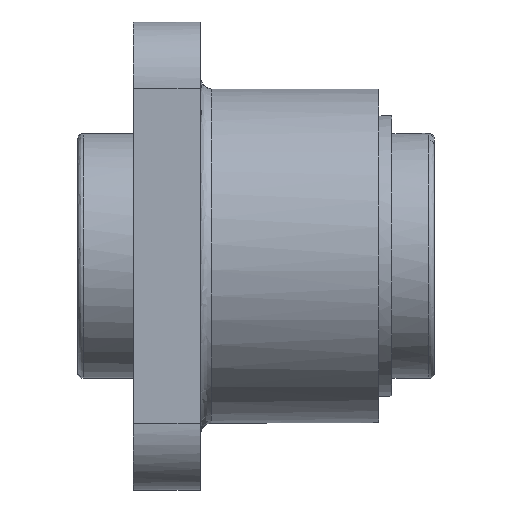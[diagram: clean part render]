
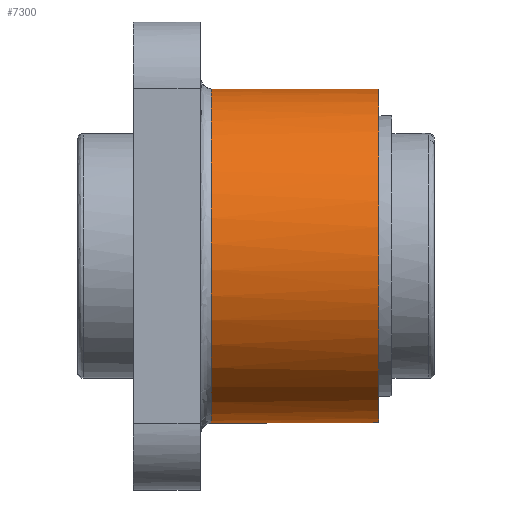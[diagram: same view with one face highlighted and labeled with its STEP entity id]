
A CAD part, front view. The second image highlights one B-rep face of the part: STEP entity #7300.
In plain terms, the highlighted free-form (B-spline) face has degree [3, 1] with [7, 2] control points.
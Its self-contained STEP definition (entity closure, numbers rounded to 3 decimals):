
#4080 = CARTESIAN_POINT ('', (27., 15., 0.));
#4090 = VERTEX_POINT ('', #4080);
#4100 = CARTESIAN_POINT ('', (27., -15., 0.));
#4110 = VERTEX_POINT ('', #4100);
#4120 = CARTESIAN_POINT ('', (27., 15., 0.));
#4130 = CARTESIAN_POINT ('', (27., 15., -30.));
#4140 = CARTESIAN_POINT ('', (27., -15., -30.));
#4150 = CARTESIAN_POINT ('', (27., -15., 0.));
#4160 = (
   BOUNDED_CURVE ()
   B_SPLINE_CURVE (3, (#4120, #4130, #4140, #4150), .UNSPECIFIED., .F., .U.)
   B_SPLINE_CURVE_WITH_KNOTS ((4, 4), (0., 1.), .UNSPECIFIED.)
   CURVE ()
   GEOMETRIC_REPRESENTATION_ITEM ()
   RATIONAL_B_SPLINE_CURVE ((1., 0.333, 0.333, 1.))
   REPRESENTATION_ITEM ('')
);
#4170 = EDGE_CURVE ('', #4090, #4110, #4160, .T.);
#4190 = CARTESIAN_POINT ('', (27., -15., 0.));
#4200 = CARTESIAN_POINT ('', (27., -15., 30.));
#4210 = CARTESIAN_POINT ('', (27., 15., 30.));
#4220 = CARTESIAN_POINT ('', (27., 15., 0.));
#4230 = (
   BOUNDED_CURVE ()
   B_SPLINE_CURVE (3, (#4190, #4200, #4210, #4220), .UNSPECIFIED., .F., .U.)
   B_SPLINE_CURVE_WITH_KNOTS ((4, 4), (0., 1.), .UNSPECIFIED.)
   CURVE ()
   GEOMETRIC_REPRESENTATION_ITEM ()
   RATIONAL_B_SPLINE_CURVE ((1., 0.333, 0.333, 1.))
   REPRESENTATION_ITEM ('')
);
#4240 = EDGE_CURVE ('', #4110, #4090, #4230, .T.);
#6840 = ORIENTED_EDGE ('', *, *, #4240, .T.);
#6850 = CARTESIAN_POINT ('', (12., 15., 0.));
#6860 = VERTEX_POINT ('', #6850);
#6870 = CARTESIAN_POINT ('', (27., 15., 0.));
#6880 = CARTESIAN_POINT ('', (12., 15., 0.));
#6890 = B_SPLINE_CURVE_WITH_KNOTS ('', 1, (#6870, #6880), .UNSPECIFIED., .F., .U., (2, 2), (0., 1.), .UNSPECIFIED.);
#6900 = EDGE_CURVE ('', #4090, #6860, #6890, .T.);
#6910 = ORIENTED_EDGE ('', *, *, #6900, .T.);
#6920 = CARTESIAN_POINT ('', (12., 0., -15.));
#6930 = VERTEX_POINT ('', #6920);
#6940 = CARTESIAN_POINT ('', (12., 0., -15.));
#6950 = CARTESIAN_POINT ('', (12., -30., -15.));
#6960 = CARTESIAN_POINT ('', (12., -30., 15.));
#6970 = CARTESIAN_POINT ('', (12., 0., 15.));
#6980 = CARTESIAN_POINT ('', (12., 7.5, 15.));
#6990 = CARTESIAN_POINT ('', (12., 15., 10.));
#7000 = CARTESIAN_POINT ('', (12., 15., 0.));
#7010 = (
   BOUNDED_CURVE ()
   B_SPLINE_CURVE (3, (#6940, #6950, #6960, #6970, #6980, #6990, #7000), .UNSPECIFIED., .F., .U.)
   B_SPLINE_CURVE_WITH_KNOTS ((4, 3, 4), (0., 0.667, 1.), .UNSPECIFIED.)
   CURVE ()
   GEOMETRIC_REPRESENTATION_ITEM ()
   RATIONAL_B_SPLINE_CURVE ((0.957, 0.319, 0.319, 0.957, 0.638, 0.478, 0.478))
   REPRESENTATION_ITEM ('')
);
#7020 = EDGE_CURVE ('', #6930, #6860, #7010, .T.);
#7030 = ORIENTED_EDGE ('', *, *, #7020, .F.);
#7040 = CARTESIAN_POINT ('', (12., 15., 0.));
#7050 = CARTESIAN_POINT ('', (12., 15., -10.));
#7060 = CARTESIAN_POINT ('', (12., 7.5, -15.));
#7070 = CARTESIAN_POINT ('', (12., 0., -15.));
#7080 = (
   BOUNDED_CURVE ()
   B_SPLINE_CURVE (3, (#7040, #7050, #7060, #7070), .UNSPECIFIED., .F., .U.)
   B_SPLINE_CURVE_WITH_KNOTS ((4, 4), (0., 1.), .UNSPECIFIED.)
   CURVE ()
   GEOMETRIC_REPRESENTATION_ITEM ()
   RATIONAL_B_SPLINE_CURVE ((0.478, 0.478, 0.638, 0.957))
   REPRESENTATION_ITEM ('')
);
#7090 = EDGE_CURVE ('', #6860, #6930, #7080, .T.);
#7100 = ORIENTED_EDGE ('', *, *, #7090, .F.);
#7110 = ORIENTED_EDGE ('', *, *, #6900, .F.);
#7120 = ORIENTED_EDGE ('', *, *, #4170, .T.);
#7130 = EDGE_LOOP ('', (#6840, #6910, #7030, #7100, #7110, #7120));
#7140 = FACE_OUTER_BOUND ('', #7130, .T.);
#7150 = CARTESIAN_POINT ('', (10.5, 15., 0.));
#7160 = CARTESIAN_POINT ('', (28.5, 15., 0.));
#7170 = CARTESIAN_POINT ('', (10.5, 15., 30.));
#7180 = CARTESIAN_POINT ('', (28.5, 15., 30.));
#7190 = CARTESIAN_POINT ('', (10.5, -15., 30.));
#7200 = CARTESIAN_POINT ('', (28.5, -15., 30.));
#7210 = CARTESIAN_POINT ('', (10.5, -15., 0.));
#7220 = CARTESIAN_POINT ('', (28.5, -15., 0.));
#7230 = CARTESIAN_POINT ('', (10.5, -15., -30.));
#7240 = CARTESIAN_POINT ('', (28.5, -15., -30.));
#7250 = CARTESIAN_POINT ('', (10.5, 15., -30.));
#7260 = CARTESIAN_POINT ('', (28.5, 15., -30.));
#7270 = CARTESIAN_POINT ('', (10.5, 15., 0.));
#7280 = CARTESIAN_POINT ('', (28.5, 15., 0.));
#7290 = (
   BOUNDED_SURFACE ()
   B_SPLINE_SURFACE (3, 1, ((#7150, #7160), (#7170, #7180), (#7190, #7200), (#7210, #7220), (#7230, #7240), (#7250, #7260), (#7270, #7280)), .UNSPECIFIED., .T., .F., .U.)
   B_SPLINE_SURFACE_WITH_KNOTS ((4, 3, 4), (2, 2), (0., 0.5, 1.), (0., 1.), .UNSPECIFIED.)
   SURFACE ()
   GEOMETRIC_REPRESENTATION_ITEM ()
   RATIONAL_B_SPLINE_SURFACE (((1., 1.), (0.333, 0.333), (0.333, 0.333), (1., 1.), (0.333, 0.333), (0.333, 0.333), (1., 1.)))
   REPRESENTATION_ITEM ('')
);
#7300 = ADVANCED_FACE ('', (#7140), #7290, .T.);
